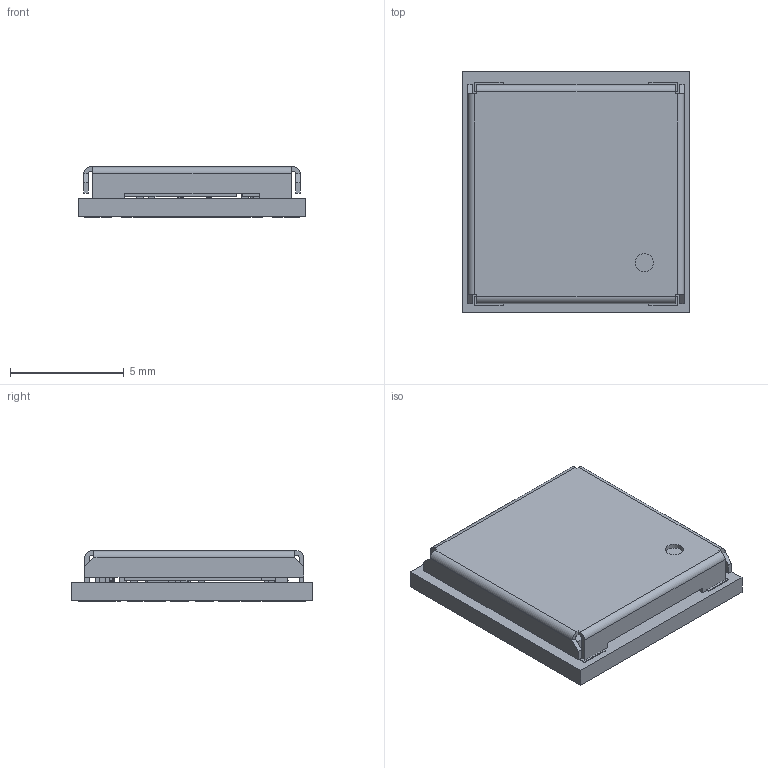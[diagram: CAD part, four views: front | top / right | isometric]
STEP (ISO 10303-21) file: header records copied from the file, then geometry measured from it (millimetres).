
FILE_DESCRIPTION(('STEP AP214'),'1');
FILE_NAME('NINA-W131.stp','2016-10-11T14:11:21',(' '),(' '),'Spatial InterOp 3D',' ',' ');
FILE_SCHEMA(('automotive_design'));
Length unit declared in the file: metre
Products named in the file (41): PCB; 14x10.0 PCB; NINA-W131; NINA-pads; Part9; Shield box; Part49; Shieldbox; Pads; Sside-left-pads; Flash; Package; ESP32; Part57; pads; BP 0603; Part76; C 0201; Part83; C0402; Part38; Part39; C 0603; 2x1.6 Crystal ; pin-1; X2
Assembly tree (97 placements, depth 4):
  NINA-W131
    14x10.0 PCB
      PCB
        PCB
    NINA-pads
      Part9  x10
      Part9  x20
      Part9  x18
    Shieldbox
      Shield box
        Part49
      Pads
        Sside-left-pads
        Sside-left-pads
    Flash
      Package
      Pads  x4
    ESP32
      Part57
      pads
    BP 0603
      Part76
      Part76
    C 0201  x10
      Part83
      Part83
      Part83
    C0402
      Part38
      Part39
    C 0603
      Part83
      Part83
      Part83
    C 0201
      Part83
      Part83
      Part83
    2x1.6 Crystal 
      pin-1
      X2
Bounding box: 10 x 10.6 x 2.21 mm (x, y, z)
Volume: 153.2 mm3; surface area: 800.3 mm2
Topology: 158 solids, 158 shells, 1010 faces, 2063 edges, 1370 vertices
Faces by surface type: plane 985, cylinder 21, torus 4
Full cylindrical faces by diameter (mm): 0.8 x1
Entity records: 19944 total; most frequent: CARTESIAN_POINT 2552, DIRECTION 2504, ORIENTED_EDGE 2276, EDGE_CURVE 1138, LINE 1092, VECTOR 1092, VERTEX_POINT 754, AXIS2_PLACEMENT_3D 706
